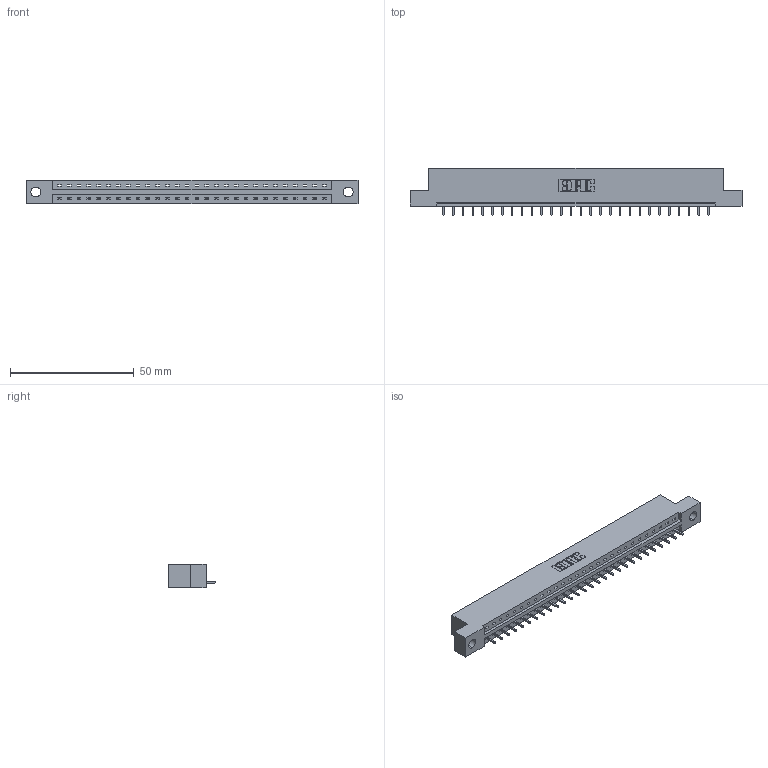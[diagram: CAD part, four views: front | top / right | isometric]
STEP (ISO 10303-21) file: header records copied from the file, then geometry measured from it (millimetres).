
FILE_DESCRIPTION (( 'STEP AP203' ), '1' );
FILE_NAME ('387-028-521-104.STEP', '2019-10-03T14:38:23', ( '' ), ( '' ), 'SwSTEP 2.0', 'SolidWorks 2016', '' );
FILE_SCHEMA (( 'CONFIG_CONTROL_DESIGN' ));
Length unit declared in the file: inch
Products named in the file (3): 387-028-521-104; 345-292-001_345-293-121; 337 Part_Flush Mounting Lugs - 0.156 Dia-TH
Assembly tree (29 placements, depth 2):
  387-028-521-104
    337 Part_Flush Mounting Lugs - 0.156 Dia-TH
    345-292-001_345-293-121  x28
Bounding box: 133.96 x 19.06 x 9.4 mm (x, y, z)
Volume: 13580.1 mm3; surface area: 13412.9 mm2
Topology: 29 solids, 29 shells, 1850 faces, 5575 edges, 3678 vertices
Faces by surface type: plane 1358, cylinder 492
Entity records: 22645 total; most frequent: CARTESIAN_POINT 3950, ORIENTED_EDGE 3914, DIRECTION 3353, EDGE_CURVE 1957, LINE 1829, VECTOR 1829, VERTEX_POINT 1302, AXIS2_PLACEMENT_3D 762
